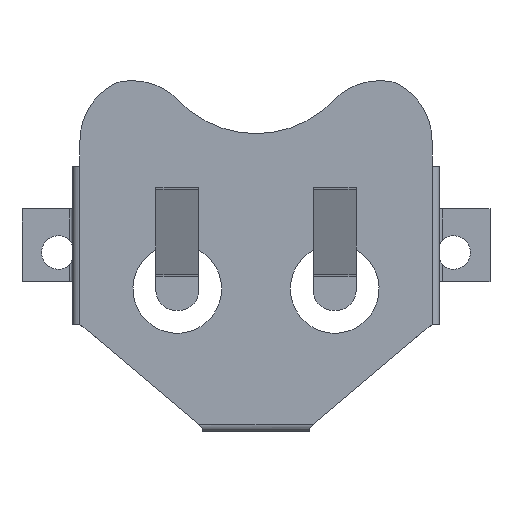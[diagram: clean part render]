
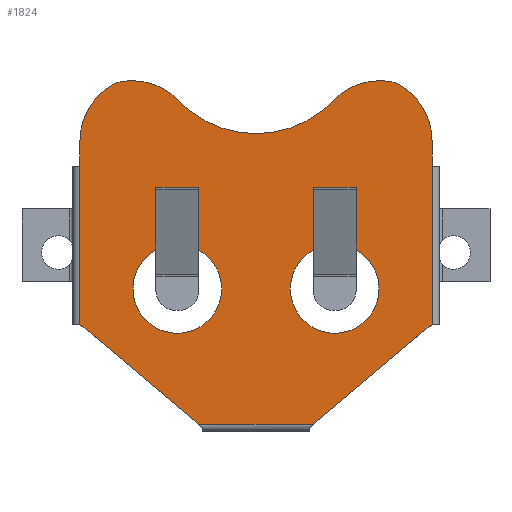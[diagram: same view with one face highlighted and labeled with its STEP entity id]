
A CAD part, top view. The second image highlights one B-rep face of the part: STEP entity #1824.
In plain terms, the highlighted planar face has unit normal (0, 0, 1).
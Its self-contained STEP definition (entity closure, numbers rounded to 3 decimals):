
#109=LINE('',#2687,#305);
#164=LINE('',#2854,#360);
#167=LINE('',#2861,#363);
#179=LINE('',#2915,#375);
#180=LINE('',#2917,#376);
#181=LINE('',#2919,#377);
#182=LINE('',#2921,#378);
#183=LINE('',#2922,#379);
#184=LINE('',#2923,#380);
#185=LINE('',#2927,#381);
#186=LINE('',#2930,#382);
#187=LINE('',#2932,#383);
#188=LINE('',#2933,#384);
#189=LINE('',#2936,#385);
#190=LINE('',#2938,#386);
#191=LINE('',#2940,#387);
#192=LINE('',#2944,#388);
#305=VECTOR('',#2140,1000.);
#360=VECTOR('',#2251,1000.);
#363=VECTOR('',#2256,1000.);
#375=VECTOR('',#2308,1000.);
#376=VECTOR('',#2309,1000.);
#377=VECTOR('',#2310,1000.);
#378=VECTOR('',#2311,1000.);
#379=VECTOR('',#2312,1000.);
#380=VECTOR('',#2313,1000.);
#381=VECTOR('',#2318,1000.);
#382=VECTOR('',#2319,1000.);
#383=VECTOR('',#2320,1000.);
#384=VECTOR('',#2321,1000.);
#385=VECTOR('',#2324,1000.);
#386=VECTOR('',#2325,1000.);
#387=VECTOR('',#2326,1000.);
#388=VECTOR('',#2329,1000.);
#660=ORIENTED_EDGE('',*,*,#1148,.F.);
#661=ORIENTED_EDGE('',*,*,#1138,.F.);
#662=ORIENTED_EDGE('',*,*,#1145,.F.);
#663=ORIENTED_EDGE('',*,*,#1149,.T.);
#664=ORIENTED_EDGE('',*,*,#1150,.T.);
#665=ORIENTED_EDGE('',*,*,#1151,.F.);
#666=ORIENTED_EDGE('',*,*,#1152,.T.);
#667=ORIENTED_EDGE('',*,*,#1153,.T.);
#668=ORIENTED_EDGE('',*,*,#1053,.T.);
#669=ORIENTED_EDGE('',*,*,#1154,.T.);
#670=ORIENTED_EDGE('',*,*,#1143,.F.);
#671=ORIENTED_EDGE('',*,*,#1136,.F.);
#672=ORIENTED_EDGE('',*,*,#1155,.F.);
#673=ORIENTED_EDGE('',*,*,#1156,.T.);
#674=ORIENTED_EDGE('',*,*,#1157,.F.);
#675=ORIENTED_EDGE('',*,*,#1158,.F.);
#676=ORIENTED_EDGE('',*,*,#1159,.F.);
#677=ORIENTED_EDGE('',*,*,#1121,.F.);
#678=ORIENTED_EDGE('',*,*,#1160,.F.);
#679=ORIENTED_EDGE('',*,*,#1161,.T.);
#680=ORIENTED_EDGE('',*,*,#1124,.T.);
#681=ORIENTED_EDGE('',*,*,#1162,.T.);
#682=ORIENTED_EDGE('',*,*,#1163,.T.);
#683=ORIENTED_EDGE('',*,*,#1164,.T.);
#684=ORIENTED_EDGE('',*,*,#1165,.T.);
#685=ORIENTED_EDGE('',*,*,#1166,.T.);
#1053=EDGE_CURVE('',#1314,#1313,#109,.T.);
#1121=EDGE_CURVE('',#1362,#1359,#164,.T.);
#1124=EDGE_CURVE('',#1366,#1365,#167,.T.);
#1136=EDGE_CURVE('',#1377,#1378,#1470,.T.);
#1138=EDGE_CURVE('',#1379,#1380,#1471,.T.);
#1143=EDGE_CURVE('',#1378,#1384,#1474,.T.);
#1145=EDGE_CURVE('',#1385,#1379,#1475,.T.);
#1148=EDGE_CURVE('',#1380,#1387,#1477,.T.);
#1149=EDGE_CURVE('',#1385,#1388,#179,.T.);
#1150=EDGE_CURVE('',#1388,#1389,#180,.T.);
#1151=EDGE_CURVE('',#1390,#1389,#181,.T.);
#1152=EDGE_CURVE('',#1390,#1351,#182,.T.);
#1153=EDGE_CURVE('',#1351,#1314,#183,.T.);
#1154=EDGE_CURVE('',#1313,#1384,#184,.T.);
#1155=EDGE_CURVE('',#1391,#1377,#1478,.T.);
#1156=EDGE_CURVE('',#1391,#1387,#1479,.T.);
#1157=EDGE_CURVE('',#1392,#1393,#185,.T.);
#1158=EDGE_CURVE('',#1394,#1392,#186,.T.);
#1159=EDGE_CURVE('',#1359,#1394,#187,.T.);
#1160=EDGE_CURVE('',#1395,#1362,#188,.T.);
#1161=EDGE_CURVE('',#1395,#1393,#1480,.T.);
#1162=EDGE_CURVE('',#1365,#1396,#189,.T.);
#1163=EDGE_CURVE('',#1396,#1397,#190,.T.);
#1164=EDGE_CURVE('',#1397,#1398,#191,.T.);
#1165=EDGE_CURVE('',#1398,#1399,#1481,.T.);
#1166=EDGE_CURVE('',#1399,#1366,#192,.T.);
#1313=VERTEX_POINT('',#2686);
#1314=VERTEX_POINT('',#2688);
#1351=VERTEX_POINT('',#2817);
#1359=VERTEX_POINT('',#2848);
#1362=VERTEX_POINT('',#2853);
#1365=VERTEX_POINT('',#2860);
#1366=VERTEX_POINT('',#2862);
#1377=VERTEX_POINT('',#2887);
#1378=VERTEX_POINT('',#2889);
#1379=VERTEX_POINT('',#2893);
#1380=VERTEX_POINT('',#2894);
#1384=VERTEX_POINT('',#2904);
#1385=VERTEX_POINT('',#2908);
#1387=VERTEX_POINT('',#2914);
#1388=VERTEX_POINT('',#2916);
#1389=VERTEX_POINT('',#2918);
#1390=VERTEX_POINT('',#2920);
#1391=VERTEX_POINT('',#2925);
#1392=VERTEX_POINT('',#2928);
#1393=VERTEX_POINT('',#2929);
#1394=VERTEX_POINT('',#2931);
#1395=VERTEX_POINT('',#2934);
#1396=VERTEX_POINT('',#2937);
#1397=VERTEX_POINT('',#2939);
#1398=VERTEX_POINT('',#2941);
#1399=VERTEX_POINT('',#2943);
#1470=CIRCLE('',#1956,2.);
#1471=CIRCLE('',#1958,2.);
#1474=CIRCLE('',#1962,4.5);
#1475=CIRCLE('',#1964,4.5);
#1477=CIRCLE('',#1967,4.5);
#1478=CIRCLE('',#1968,4.5);
#1479=CIRCLE('',#1969,7.5);
#1480=CIRCLE('',#1970,3.1);
#1481=CIRCLE('',#1971,3.1);
#1553=EDGE_LOOP('',(#660,#661,#662,#663,#664,#665,#666,#667,#668,#669,#670,
#671,#672,#673));
#1554=EDGE_LOOP('',(#674,#675,#676,#677,#678,#679));
#1555=EDGE_LOOP('',(#680,#681,#682,#683,#684,#685));
#1657=FACE_BOUND('',#1553,.T.);
#1658=FACE_BOUND('',#1554,.T.);
#1659=FACE_BOUND('',#1555,.T.);
#1749=PLANE('',#1966);
#1824=ADVANCED_FACE('',(#1657,#1658,#1659),#1749,.F.);
#1956=AXIS2_PLACEMENT_3D('',#2888,#2279,#2280);
#1958=AXIS2_PLACEMENT_3D('',#2892,#2284,#2285);
#1962=AXIS2_PLACEMENT_3D('',#2903,#2294,#2295);
#1964=AXIS2_PLACEMENT_3D('',#2907,#2299,#2300);
#1966=AXIS2_PLACEMENT_3D('',#2912,#2304,#2305);
#1967=AXIS2_PLACEMENT_3D('',#2913,#2306,#2307);
#1968=AXIS2_PLACEMENT_3D('',#2924,#2314,#2315);
#1969=AXIS2_PLACEMENT_3D('',#2926,#2316,#2317);
#1970=AXIS2_PLACEMENT_3D('',#2935,#2322,#2323);
#1971=AXIS2_PLACEMENT_3D('',#2942,#2327,#2328);
#2140=DIRECTION('',(-1.,0.,0.));
#2251=DIRECTION('',(0.,-1.,0.));
#2256=DIRECTION('',(0.,1.,0.));
#2279=DIRECTION('',(0.,0.,-1.));
#2280=DIRECTION('',(-1.,0.,0.));
#2284=DIRECTION('',(0.,0.,-1.));
#2285=DIRECTION('',(-1.,0.,0.));
#2294=DIRECTION('',(0.,0.,-1.));
#2295=DIRECTION('',(-1.,0.,0.));
#2299=DIRECTION('',(0.,0.,-1.));
#2300=DIRECTION('',(-1.,0.,0.));
#2304=DIRECTION('',(0.,0.,-1.));
#2305=DIRECTION('',(-1.,0.,0.));
#2306=DIRECTION('',(0.,0.,-1.));
#2307=DIRECTION('',(-1.,0.,0.));
#2308=DIRECTION('',(1.,0.,0.));
#2309=DIRECTION('',(1.,0.,0.));
#2310=DIRECTION('',(-0.643,-0.766,0.));
#2311=DIRECTION('',(0.,1.,0.));
#2312=DIRECTION('',(-0.643,0.766,0.));
#2313=DIRECTION('',(-1.,0.,0.));
#2314=DIRECTION('',(0.,0.,-1.));
#2315=DIRECTION('',(-1.,0.,0.));
#2316=DIRECTION('',(0.,0.,-1.));
#2317=DIRECTION('',(-1.,0.,0.));
#2318=DIRECTION('',(1.,0.,0.));
#2319=DIRECTION('',(0.,-1.,0.));
#2320=DIRECTION('',(0.,-1.,0.));
#2321=DIRECTION('',(-1.,0.,0.));
#2322=DIRECTION('',(0.,0.,-1.));
#2323=DIRECTION('',(-1.,0.,0.));
#2324=DIRECTION('',(0.,1.,0.));
#2325=DIRECTION('',(0.,1.,0.));
#2326=DIRECTION('',(1.,0.,0.));
#2327=DIRECTION('',(0.,0.,-1.));
#2328=DIRECTION('',(-1.,0.,0.));
#2329=DIRECTION('',(-1.,0.,0.));
#2686=CARTESIAN_POINT('',(-6.023,12.3,3.3));
#2687=CARTESIAN_POINT('',(5.026,12.3,3.3));
#2688=CARTESIAN_POINT('',(5.026,12.3,3.3));
#2817=CARTESIAN_POINT('',(12.,3.988,3.3));
#2848=CARTESIAN_POINT('',(-4.55,6.998,3.3));
#2853=CARTESIAN_POINT('',(-4.55,7.,3.3));
#2854=CARTESIAN_POINT('',(-4.55,12.3,3.3));
#2860=CARTESIAN_POINT('',(-4.55,-6.998,3.3));
#2861=CARTESIAN_POINT('',(-4.55,12.3,3.3));
#2862=CARTESIAN_POINT('',(-4.55,-7.,3.3));
#2887=CARTESIAN_POINT('',(-11.95,9.334,3.3));
#2888=CARTESIAN_POINT('',(-9.972,9.037,3.3));
#2889=CARTESIAN_POINT('',(-11.71,10.027,3.3));
#2892=CARTESIAN_POINT('',(-9.972,-9.037,3.3));
#2893=CARTESIAN_POINT('',(-11.71,-10.027,3.3));
#2894=CARTESIAN_POINT('',(-11.95,-9.334,3.3));
#2903=CARTESIAN_POINT('',(-7.8,7.8,3.3));
#2904=CARTESIAN_POINT('',(-7.8,12.3,3.3));
#2907=CARTESIAN_POINT('',(-7.8,-7.8,3.3));
#2908=CARTESIAN_POINT('',(-7.8,-12.3,3.3));
#2912=CARTESIAN_POINT('',(-12.3,12.3,3.3));
#2913=CARTESIAN_POINT('',(-7.5,-8.667,3.3));
#2914=CARTESIAN_POINT('',(-10.613,-5.417,3.3));
#2915=CARTESIAN_POINT('',(-6.023,-12.3,3.3));
#2916=CARTESIAN_POINT('',(-6.023,-12.3,3.3));
#2917=CARTESIAN_POINT('',(-6.023,-12.3,3.3));
#2918=CARTESIAN_POINT('',(5.026,-12.3,3.3));
#2919=CARTESIAN_POINT('',(9.98,-6.395,3.3));
#2920=CARTESIAN_POINT('',(12.,-3.988,3.3));
#2921=CARTESIAN_POINT('',(12.,-3.988,3.3));
#2922=CARTESIAN_POINT('',(-2.133,20.831,3.3));
#2923=CARTESIAN_POINT('',(5.026,12.3,3.3));
#2924=CARTESIAN_POINT('',(-7.5,8.667,3.3));
#2925=CARTESIAN_POINT('',(-10.613,5.417,3.3));
#2926=CARTESIAN_POINT('',(-15.8,0.,3.3));
#2927=CARTESIAN_POINT('',(-12.3,4.,3.3));
#2928=CARTESIAN_POINT('',(-4.55,4.,3.3));
#2929=CARTESIAN_POINT('',(-0.163,4.,3.3));
#2930=CARTESIAN_POINT('',(-4.55,12.3,3.3));
#2931=CARTESIAN_POINT('',(-4.55,4.002,3.3));
#2932=CARTESIAN_POINT('',(-4.55,6.998,3.3));
#2933=CARTESIAN_POINT('',(-12.3,7.,3.3));
#2934=CARTESIAN_POINT('',(-0.163,7.,3.3));
#2935=CARTESIAN_POINT('',(2.55,5.5,3.3));
#2936=CARTESIAN_POINT('',(-4.55,-6.998,3.3));
#2937=CARTESIAN_POINT('',(-4.55,-4.002,3.3));
#2938=CARTESIAN_POINT('',(-4.55,12.3,3.3));
#2939=CARTESIAN_POINT('',(-4.55,-4.,3.3));
#2940=CARTESIAN_POINT('',(-12.3,-4.,3.3));
#2941=CARTESIAN_POINT('',(-0.163,-4.,3.3));
#2942=CARTESIAN_POINT('',(2.55,-5.5,3.3));
#2943=CARTESIAN_POINT('',(-0.163,-7.,3.3));
#2944=CARTESIAN_POINT('',(-12.3,-7.,3.3));
